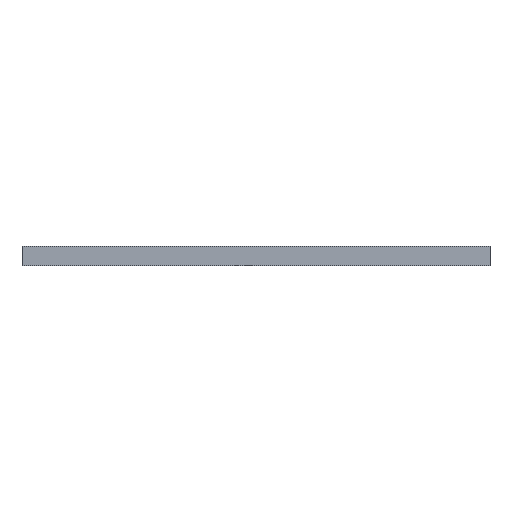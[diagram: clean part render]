
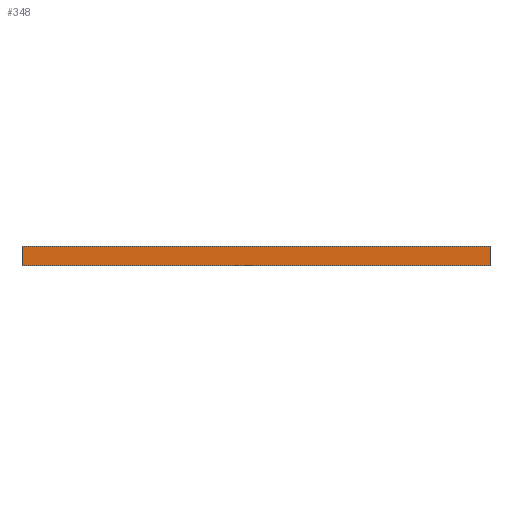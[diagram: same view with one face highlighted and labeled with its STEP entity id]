
A CAD part, top view. The second image highlights one B-rep face of the part: STEP entity #348.
In plain terms, the highlighted planar face has unit normal (0, 0, 1).
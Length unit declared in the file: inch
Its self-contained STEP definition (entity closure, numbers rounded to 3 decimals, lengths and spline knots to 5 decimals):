
#110=CARTESIAN_POINT('',(6.,0.,3.));
#111=VERTEX_POINT('',#110);
#128=CARTESIAN_POINT('',(6.,0.5,3.));
#129=VERTEX_POINT('',#128);
#136=CARTESIAN_POINT('',(6.,0.5,3.));
#137=DIRECTION('',(0.,-1.,0.));
#138=VECTOR('',#137,0.5);
#139=LINE('',#136,#138);
#140=EDGE_CURVE('',#129,#111,#139,.T.);
#294=CARTESIAN_POINT('',(-6.,0.5,3.));
#295=VERTEX_POINT('',#294);
#310=CARTESIAN_POINT('',(-6.,0.,3.));
#311=VERTEX_POINT('',#310);
#318=CARTESIAN_POINT('',(-6.,0.5,3.));
#319=DIRECTION('',(0.,-1.,0.));
#320=VECTOR('',#319,0.5);
#321=LINE('',#318,#320);
#322=EDGE_CURVE('',#295,#311,#321,.T.);
#327=CARTESIAN_POINT('',(-6.,0.5,3.));
#328=DIRECTION('',(0.,0.,-1.));
#329=DIRECTION('',(-1.,0.,0.));
#330=AXIS2_PLACEMENT_3D('',#327,#328,#329);
#331=PLANE('',#330);
#332=CARTESIAN_POINT('',(-6.,0.,3.));
#333=DIRECTION('',(1.,0.,-0.));
#334=VECTOR('',#333,12.);
#335=LINE('',#332,#334);
#336=EDGE_CURVE('',#311,#111,#335,.T.);
#337=ORIENTED_EDGE('',*,*,#336,.T.);
#338=ORIENTED_EDGE('',*,*,#140,.F.);
#339=CARTESIAN_POINT('',(-6.,0.5,3.));
#340=DIRECTION('',(1.,0.,-0.));
#341=VECTOR('',#340,12.);
#342=LINE('',#339,#341);
#343=EDGE_CURVE('',#295,#129,#342,.T.);
#344=ORIENTED_EDGE('',*,*,#343,.F.);
#345=ORIENTED_EDGE('',*,*,#322,.T.);
#346=EDGE_LOOP('',(#337,#338,#344,#345));
#347=FACE_BOUND('',#346,.T.);
#348=ADVANCED_FACE('',(#347),#331,.F.);
